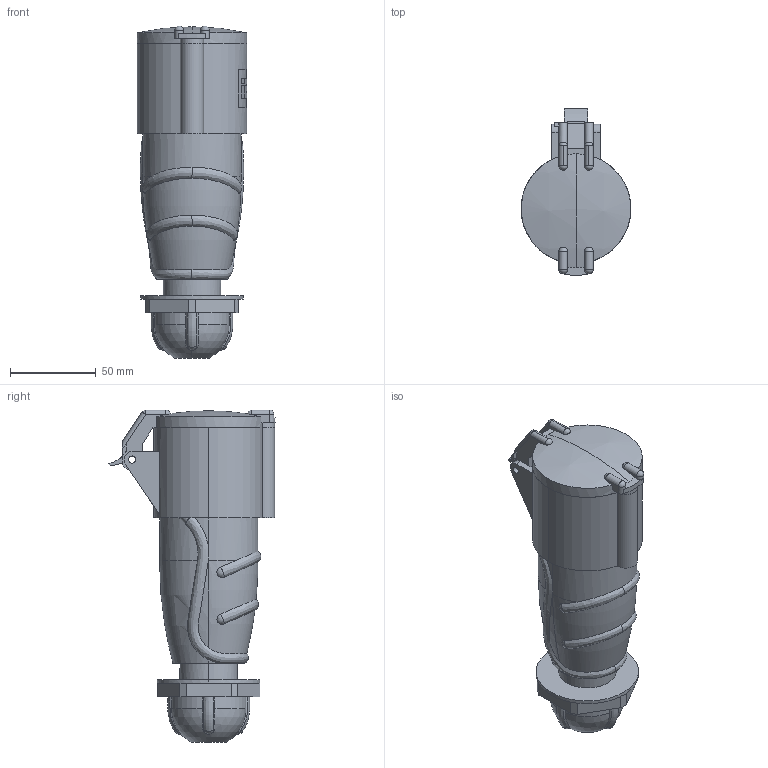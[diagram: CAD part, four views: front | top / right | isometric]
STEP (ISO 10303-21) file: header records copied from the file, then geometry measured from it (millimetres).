
FILE_DESCRIPTION (( 'STEP AP214' ), '1' );
FILE_NAME ('PSN22-032-4 MAGNUM Ðîçåòêà ïåðåíîñ. ÑÑÈ-224 32À-6÷ 380Â 3P+PE IP44 IEK.STEP', '2025-09-02T10:20:53', ( '' ), ( '' ), 'SwSTEP 2.0', 'SolidWorks 2022', '' );
FILE_SCHEMA (( 'AUTOMOTIVE_DESIGN' ));
Length unit declared in the file: millimetre
Products named in the file (1): PSN22-032-4 MAGNUM Розетка перенос. ССИ-224 32А-6ч 380В 3P+PE IP44 IEK
Bounding box: 64.1 x 97.29 x 193.95 mm (x, y, z)
Volume: 244464.2 mm3; surface area: 104017.1 mm2
Topology: 10 solids, 10 shells, 643 faces, 1671 edges, 1078 vertices
Faces by surface type: plane 322, cylinder 201, bspline 51, cone 37, sphere 22, torus 10
Entity records: 34525 total; most frequent: CARTESIAN_POINT 18714, ORIENTED_EDGE 3294, DIRECTION 3097, EDGE_CURVE 1647, AXIS2_PLACEMENT_3D 1102, VERTEX_POINT 1076, VECTOR 893, LINE 893
